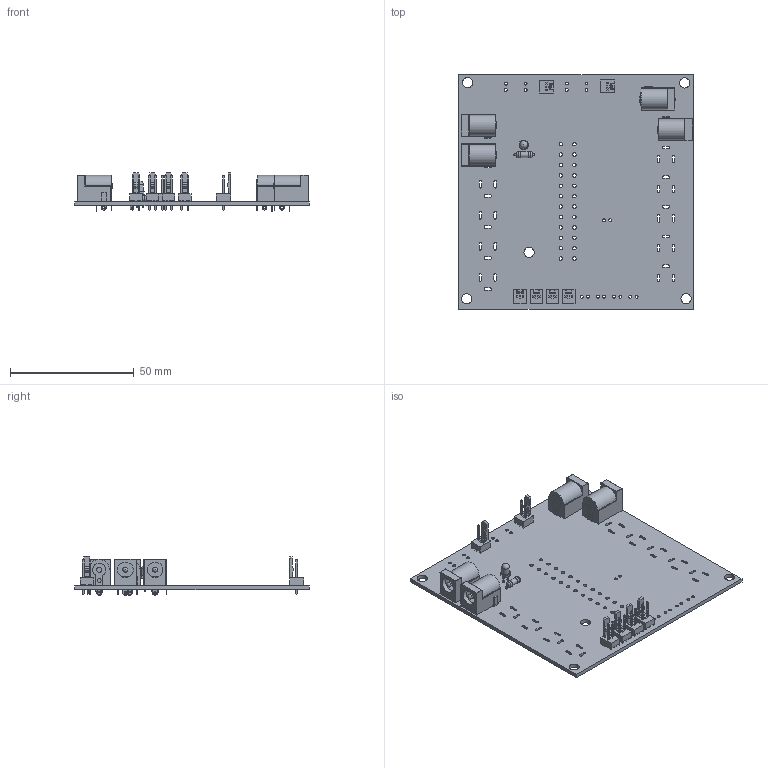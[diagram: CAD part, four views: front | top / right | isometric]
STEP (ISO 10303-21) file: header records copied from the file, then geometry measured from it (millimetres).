
FILE_DESCRIPTION(('KiCad electronic assembly'),'2;1');
FILE_NAME('a10 Power Distro PCB v1.step','2024-12-02T05:34:29',('Pcbnew' ),('Kicad'),'Open CASCADE STEP processor 7.7', 'KiCad to STEP converter','Unknown');
FILE_SCHEMA(('AUTOMOTIVE_DESIGN { 1 0 10303 214 1 1 1 1 }'));
Length unit declared in the file: millimetre
Products named in the file (10): a10 Power Distro PCB v1 1; LED_D3.0mm; R_Axial_DIN0207_L6.3mm_D2.5mm_P7.62mm_Horizontal; R_Axial_DIN0207_L63mm_D25mm_P762mm_Horizontal; Molex_KK-254_AE-6410-02A_1x02_P2.54mm_Vertical; Molex_AE_6410_02A; BarrelJack_Horizontal; a10 Power Distro PCB v1_PCB
Assembly tree (17 placements, depth 3):
  a10 Power Distro PCB v1 1
    LED_D3.0mm
      LED_D3.0mm
    R_Axial_DIN0207_L6.3mm_D2.5mm_P7.62mm_Horizontal
      R_Axial_DIN0207_L63mm_D25mm_P762mm_Horizontal
    Molex_KK-254_AE-6410-02A_1x02_P2.54mm_Vertical  x6
      Molex_AE_6410_02A
    BarrelJack_Horizontal  x4
      BarrelJack_Horizontal
    a10 Power Distro PCB v1_PCB
Bounding box: 94.73 x 94.86 x 15.6 mm (x, y, z)
Volume: 17539.5 mm3; surface area: 26662.6 mm2
Topology: 29 solids, 29 shells, 946 faces, 2367 edges, 1500 vertices
Faces by surface type: plane 663, cylinder 250, sphere 21, extrusion 8, torus 4
Full cylindrical faces by diameter (mm): 0.6 x2, 0.8 x2, 0.9 x2, 1 x8, 1.19 x30, 1.4 x24, 1.5 x8, 2 x8, 2.25 x1, 2.5 x2, 3 x1, 4.1 x5, 6.3 x4
Entity records: 14580 total; most frequent: CARTESIAN_POINT 2507, DIRECTION 2229, ORIENTED_EDGE 2108, EDGE_CURVE 1054, AXIS2_PLACEMENT_3D 768, VECTOR 693, LINE 691, VERTEX_POINT 688
